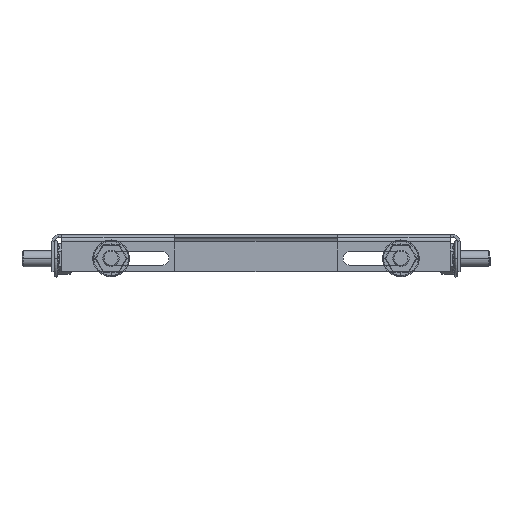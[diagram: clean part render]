
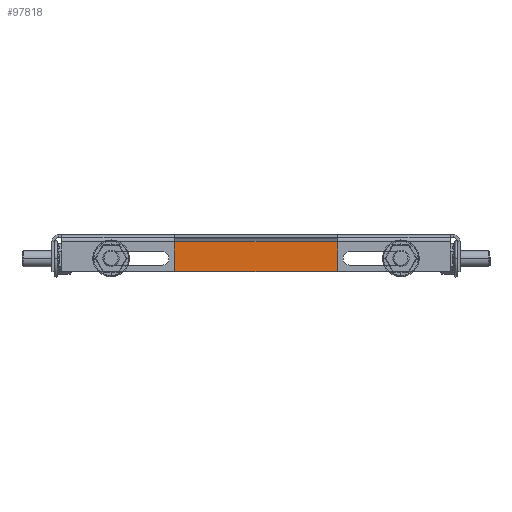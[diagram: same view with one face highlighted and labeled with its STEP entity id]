
A CAD part, front view. The second image highlights one B-rep face of the part: STEP entity #97818.
In plain terms, the highlighted planar face has unit normal (0, -1, 0).
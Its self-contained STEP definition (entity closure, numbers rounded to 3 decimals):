
#657 = VECTOR ( 'NONE', #11762, 1000. ) ;
#1281 = DIRECTION ( 'NONE',  ( 0., 0., 1. ) ) ;
#2462 = EDGE_CURVE ( 'NONE', #92787, #2828, #36436, .T. ) ;
#2828 = VERTEX_POINT ( 'NONE', #81745 ) ;
#4974 = DIRECTION ( 'NONE',  ( -1., 0., 0. ) ) ;
#5649 = CARTESIAN_POINT ( 'NONE',  ( 95., 953.5, -3.4 ) ) ;
#7010 = FACE_BOUND ( 'NONE', #50627, .T. ) ;
#7650 = ORIENTED_EDGE ( 'NONE', *, *, #116063, .F. ) ;
#8032 = VECTOR ( 'NONE', #88988, 1000. ) ;
#8108 = DIRECTION ( 'NONE',  ( 0., -1., 0. ) ) ;
#8786 = ORIENTED_EDGE ( 'NONE', *, *, #2462, .T. ) ;
#9358 = ORIENTED_EDGE ( 'NONE', *, *, #68766, .F. ) ;
#10154 = EDGE_LOOP ( 'NONE', ( #9358, #20623, #14802, #23791 ) ) ;
#10629 = VECTOR ( 'NONE', #12417, 1000. ) ;
#11762 = DIRECTION ( 'NONE',  ( -1., 0., 0. ) ) ;
#12367 = EDGE_CURVE ( 'NONE', #92597, #108995, #47363, .T. ) ;
#12417 = DIRECTION ( 'NONE',  ( 1., 0., 0. ) ) ;
#12660 = LINE ( 'NONE', #118373, #104352 ) ;
#13511 = VERTEX_POINT ( 'NONE', #86114 ) ;
#14802 = ORIENTED_EDGE ( 'NONE', *, *, #44386, .F. ) ;
#16398 = VERTEX_POINT ( 'NONE', #66404 ) ;
#16940 = CARTESIAN_POINT ( 'NONE',  ( 0., 953.5, 0. ) ) ;
#17014 = CARTESIAN_POINT ( 'NONE',  ( -95., 953.5, -1.4 ) ) ;
#19126 = VECTOR ( 'NONE', #32739, 1000. ) ;
#20623 = ORIENTED_EDGE ( 'NONE', *, *, #115114, .F. ) ;
#23024 = DIRECTION ( 'NONE',  ( 0., -1., 0. ) ) ;
#23462 = CARTESIAN_POINT ( 'NONE',  ( 45.9, 953.5, -8.2 ) ) ;
#23475 = CARTESIAN_POINT ( 'NONE',  ( -45.9, 953.5, -8.2 ) ) ;
#23791 = ORIENTED_EDGE ( 'NONE', *, *, #83874, .F. ) ;
#26605 = ORIENTED_EDGE ( 'NONE', *, *, #12367, .T. ) ;
#26695 = ORIENTED_EDGE ( 'NONE', *, *, #45334, .F. ) ;
#28416 = VERTEX_POINT ( 'NONE', #72705 ) ;
#31332 = CARTESIAN_POINT ( 'NONE',  ( 70.9, 953.5, -14.8 ) ) ;
#32739 = DIRECTION ( 'NONE',  ( -1., 0., 0. ) ) ;
#33880 = EDGE_CURVE ( 'NONE', #108995, #92787, #46904, .T. ) ;
#34893 = LINE ( 'NONE', #107170, #19126 ) ;
#35674 = EDGE_CURVE ( 'NONE', #103914, #16398, #116686, .T. ) ;
#35825 = CARTESIAN_POINT ( 'NONE',  ( 95., 953.5, -18. ) ) ;
#36134 = PLANE ( 'NONE',  #93468 ) ;
#36436 = LINE ( 'NONE', #47024, #657 ) ;
#42869 = VERTEX_POINT ( 'NONE', #56031 ) ;
#43754 = LINE ( 'NONE', #17014, #89520 ) ;
#44386 = EDGE_CURVE ( 'NONE', #28416, #13511, #43754, .T. ) ;
#44594 = CARTESIAN_POINT ( 'NONE',  ( -95., 953.5, -3.4 ) ) ;
#45334 = EDGE_CURVE ( 'NONE', #97147, #103914, #103711, .T. ) ;
#45395 = DIRECTION ( 'NONE',  ( 0., 0., 1. ) ) ;
#46705 = DIRECTION ( 'NONE',  ( 1., 0., 0. ) ) ;
#46904 = CIRCLE ( 'NONE', #53411, 3.3 ) ;
#47024 = CARTESIAN_POINT ( 'NONE',  ( -70.9, 953.5, -14.8 ) ) ;
#47062 = FACE_BOUND ( 'NONE', #116023, .T. ) ;
#47363 = LINE ( 'NONE', #102320, #60213 ) ;
#48515 = CARTESIAN_POINT ( 'NONE',  ( -70.9, 953.5, -11.5 ) ) ;
#49370 = CARTESIAN_POINT ( 'NONE',  ( 45.9, 953.5, -11.5 ) ) ;
#50627 = EDGE_LOOP ( 'NONE', ( #7650, #94724, #26695, #58798 ) ) ;
#51342 = AXIS2_PLACEMENT_3D ( 'NONE', #88727, #80311, #108809 ) ;
#51378 = ORIENTED_EDGE ( 'NONE', *, *, #93540, .T. ) ;
#53411 = AXIS2_PLACEMENT_3D ( 'NONE', #75684, #103350, #56912 ) ;
#56031 = CARTESIAN_POINT ( 'NONE',  ( 95., 953.5, -18. ) ) ;
#56163 = DIRECTION ( 'NONE',  ( 0., 1., 0. ) ) ;
#56365 = AXIS2_PLACEMENT_3D ( 'NONE', #48515, #56163, #1281 ) ;
#56589 = CARTESIAN_POINT ( 'NONE',  ( -70.9, 953.5, -8.2 ) ) ;
#56912 = DIRECTION ( 'NONE',  ( 0., 0., 1. ) ) ;
#58798 = ORIENTED_EDGE ( 'NONE', *, *, #106390, .F. ) ;
#60213 = VECTOR ( 'NONE', #46705, 1000. ) ;
#61986 = AXIS2_PLACEMENT_3D ( 'NONE', #49370, #23024, #76975 ) ;
#66202 = VERTEX_POINT ( 'NONE', #23462 ) ;
#66404 = CARTESIAN_POINT ( 'NONE',  ( 70.9, 953.5, -8.2 ) ) ;
#66715 = LINE ( 'NONE', #35825, #108394 ) ;
#68766 = EDGE_CURVE ( 'NONE', #115633, #42869, #66715, .T. ) ;
#71723 = CIRCLE ( 'NONE', #61986, 3.3 ) ;
#72705 = CARTESIAN_POINT ( 'NONE',  ( -95., 953.5, -18. ) ) ;
#73203 = CIRCLE ( 'NONE', #56365, 3.3 ) ;
#75684 = CARTESIAN_POINT ( 'NONE',  ( -45.9, 953.5, -11.5 ) ) ;
#76975 = DIRECTION ( 'NONE',  ( 0., 0., 1. ) ) ;
#80311 = DIRECTION ( 'NONE',  ( 0., -1., 0. ) ) ;
#81745 = CARTESIAN_POINT ( 'NONE',  ( -70.9, 953.5, -14.8 ) ) ;
#83874 = EDGE_CURVE ( 'NONE', #42869, #28416, #34893, .T. ) ;
#85749 = CARTESIAN_POINT ( 'NONE',  ( -45.9, 953.5, -14.8 ) ) ;
#86114 = CARTESIAN_POINT ( 'NONE',  ( -95., 953.5, -3.4 ) ) ;
#88727 = CARTESIAN_POINT ( 'NONE',  ( 70.9, 953.5, -11.5 ) ) ;
#88988 = DIRECTION ( 'NONE',  ( 1., 0., 0. ) ) ;
#89520 = VECTOR ( 'NONE', #45395, 1000. ) ;
#89775 = DIRECTION ( 'NONE',  ( 0., 0., -1. ) ) ;
#92597 = VERTEX_POINT ( 'NONE', #56589 ) ;
#92787 = VERTEX_POINT ( 'NONE', #85749 ) ;
#93468 = AXIS2_PLACEMENT_3D ( 'NONE', #16940, #8108, #100527 ) ;
#93540 = EDGE_CURVE ( 'NONE', #2828, #92597, #73203, .T. ) ;
#94724 = ORIENTED_EDGE ( 'NONE', *, *, #35674, .F. ) ;
#94867 = CARTESIAN_POINT ( 'NONE',  ( 70.9, 953.5, -14.8 ) ) ;
#97147 = VERTEX_POINT ( 'NONE', #109520 ) ;
#97818 = ADVANCED_FACE ( 'NONE', ( #47062, #114439, #7010 ), #36134, .T. ) ;
#100527 = DIRECTION ( 'NONE',  ( 0., 0., -1. ) ) ;
#100827 = ORIENTED_EDGE ( 'NONE', *, *, #33880, .T. ) ;
#102320 = CARTESIAN_POINT ( 'NONE',  ( -70.9, 953.5, -8.2 ) ) ;
#103350 = DIRECTION ( 'NONE',  ( 0., 1., 0. ) ) ;
#103711 = LINE ( 'NONE', #94867, #10629 ) ;
#103914 = VERTEX_POINT ( 'NONE', #31332 ) ;
#103938 = LINE ( 'NONE', #44594, #8032 ) ;
#104352 = VECTOR ( 'NONE', #4974, 1000. ) ;
#106390 = EDGE_CURVE ( 'NONE', #66202, #97147, #71723, .T. ) ;
#107170 = CARTESIAN_POINT ( 'NONE',  ( -95., 953.5, -18. ) ) ;
#108394 = VECTOR ( 'NONE', #89775, 1000. ) ;
#108809 = DIRECTION ( 'NONE',  ( 0., 0., 1. ) ) ;
#108995 = VERTEX_POINT ( 'NONE', #23475 ) ;
#109520 = CARTESIAN_POINT ( 'NONE',  ( 45.9, 953.5, -14.8 ) ) ;
#114439 = FACE_OUTER_BOUND ( 'NONE', #10154, .T. ) ;
#115114 = EDGE_CURVE ( 'NONE', #13511, #115633, #103938, .T. ) ;
#115633 = VERTEX_POINT ( 'NONE', #5649 ) ;
#116023 = EDGE_LOOP ( 'NONE', ( #51378, #26605, #100827, #8786 ) ) ;
#116063 = EDGE_CURVE ( 'NONE', #16398, #66202, #12660, .T. ) ;
#116686 = CIRCLE ( 'NONE', #51342, 3.3 ) ;
#118373 = CARTESIAN_POINT ( 'NONE',  ( 70.9, 953.5, -8.2 ) ) ;
